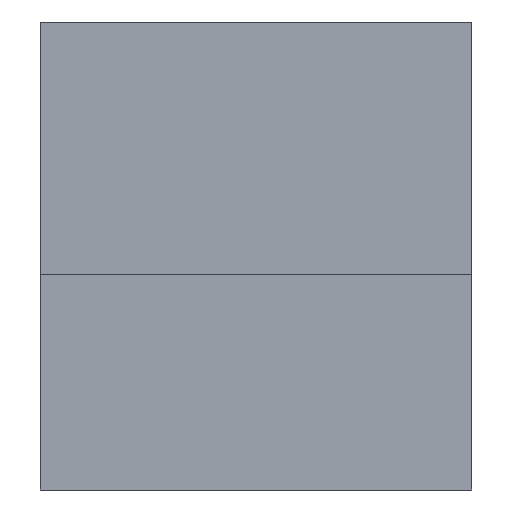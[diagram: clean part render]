
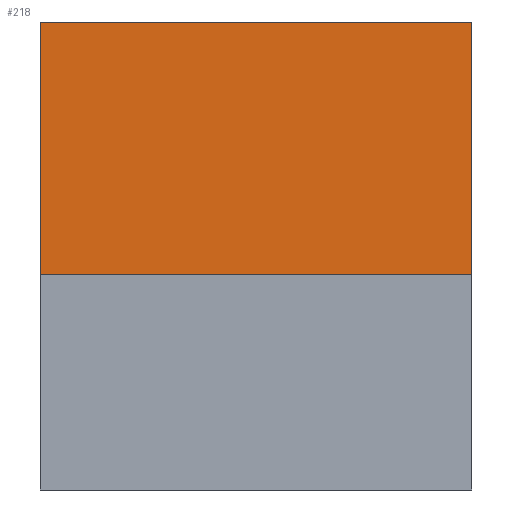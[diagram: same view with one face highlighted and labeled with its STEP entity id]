
A CAD part, front view. The second image highlights one B-rep face of the part: STEP entity #218.
In plain terms, the highlighted planar face has unit normal (0, -1, 0).
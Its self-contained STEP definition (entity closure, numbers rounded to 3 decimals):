
#55=FACE_OUTER_BOUND('',#65,.T.);
#65=EDGE_LOOP('',(#186,#187,#188,#189));
#74=LINE('',#357,#96);
#87=LINE('',#383,#109);
#88=LINE('',#386,#110);
#89=LINE('',#387,#111);
#96=VECTOR('',#278,10.);
#109=VECTOR('',#303,10.);
#110=VECTOR('',#306,10.);
#111=VECTOR('',#307,10.);
#114=VERTEX_POINT('',#342);
#121=VERTEX_POINT('',#355);
#128=VERTEX_POINT('',#381);
#129=VERTEX_POINT('',#385);
#137=EDGE_CURVE('',#121,#114,#74,.T.);
#150=EDGE_CURVE('',#121,#128,#87,.T.);
#151=EDGE_CURVE('',#129,#128,#88,.T.);
#152=EDGE_CURVE('',#114,#129,#89,.T.);
#186=ORIENTED_EDGE('',*,*,#150,.T.);
#187=ORIENTED_EDGE('',*,*,#151,.F.);
#188=ORIENTED_EDGE('',*,*,#152,.F.);
#189=ORIENTED_EDGE('',*,*,#137,.F.);
#209=PLANE('',#249);
#218=ADVANCED_FACE('',(#55),#209,.T.);
#249=AXIS2_PLACEMENT_3D('',#384,#304,#305);
#278=DIRECTION('',(0.,0.,1.));
#303=DIRECTION('',(1.,0.,0.));
#304=DIRECTION('center_axis',(0.,-1.,0.));
#305=DIRECTION('ref_axis',(0.,0.,-1.));
#306=DIRECTION('',(0.,0.,-1.));
#307=DIRECTION('',(1.,0.,0.));
#342=CARTESIAN_POINT('',(-30.,-30.,-34.871));
#355=CARTESIAN_POINT('',(-30.,-30.,-70.));
#357=CARTESIAN_POINT('',(-30.,-30.,-34.871));
#381=CARTESIAN_POINT('',(30.,-30.,-70.));
#383=CARTESIAN_POINT('',(0.,-30.,-70.));
#384=CARTESIAN_POINT('Origin',(0.,-30.,-34.871));
#385=CARTESIAN_POINT('',(30.,-30.,-34.871));
#386=CARTESIAN_POINT('',(30.,-30.,-34.871));
#387=CARTESIAN_POINT('',(0.,-30.,-34.871));
